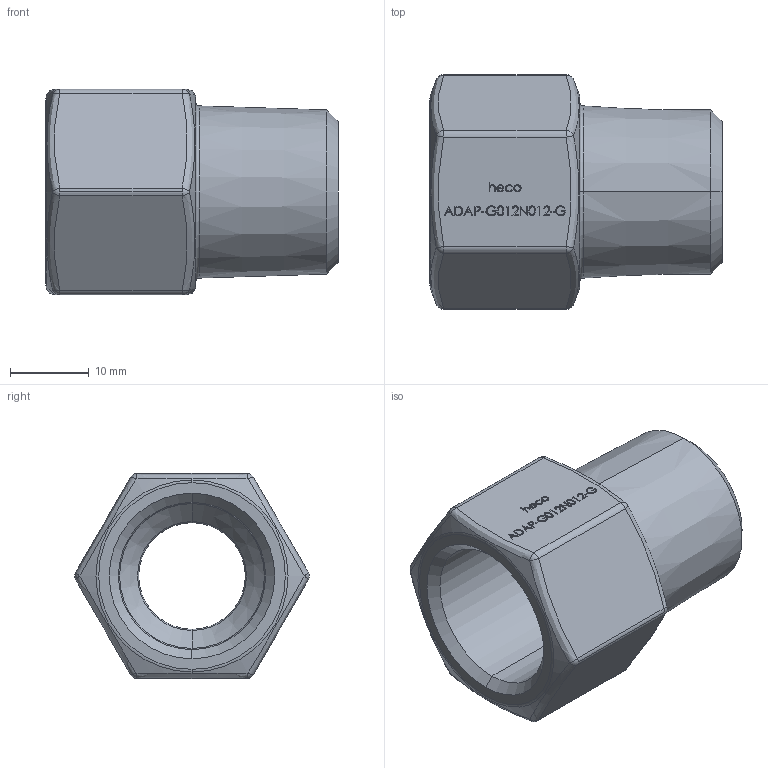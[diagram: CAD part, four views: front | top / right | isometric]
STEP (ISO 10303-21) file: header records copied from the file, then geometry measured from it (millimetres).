
FILE_DESCRIPTION (( 'STEP AP214' ), '1' );
FILE_NAME ('ADAP-G012N012-G Adapter.STEP', '2018-06-26T07:29:57', ( '' ), ( '' ), 'SwSTEP 2.0', 'SolidWorks 2016', '' );
FILE_SCHEMA (( 'AUTOMOTIVE_DESIGN' ));
Length unit declared in the file: millimetre
Products named in the file (1): ADAP-G012N012-G Adapter
Bounding box: 37 x 29.71 x 26 mm (x, y, z)
Volume: 9772.3 mm3; surface area: 5282.6 mm2
Topology: 1 solids, 1 shells, 290 faces, 730 edges, 466 vertices
Faces by surface type: plane 135, bspline 108, torus 12, cone 12, sphere 12, cylinder 11
Entity records: 17190 total; most frequent: CARTESIAN_POINT 8591, ORIENTED_EDGE 1448, DIRECTION 952, EDGE_CURVE 724, VERTEX_POINT 464, LINE 422, VECTOR 422, EDGE_LOOP 320
